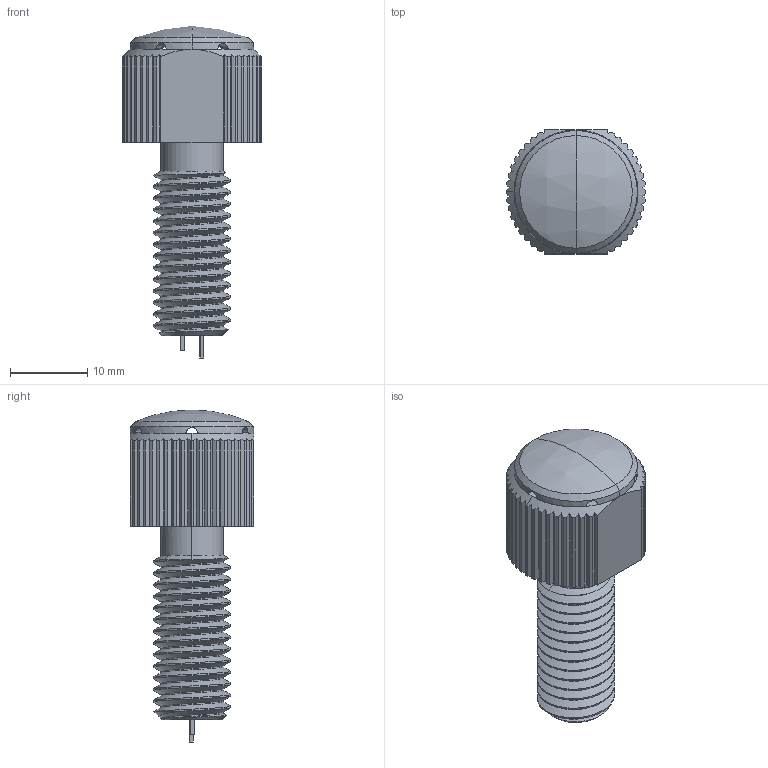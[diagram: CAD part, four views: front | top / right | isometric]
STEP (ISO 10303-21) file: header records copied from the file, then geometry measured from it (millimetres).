
FILE_DESCRIPTION (( 'STEP AP214' ), '1' );
FILE_NAME ('INDICATOR10-ASM-R1.STEP', '2017-10-30T23:55:36', ( '' ), ( '' ), 'SwSTEP 2.0', 'SolidWorks 2016', '' );
FILE_SCHEMA (( 'AUTOMOTIVE_DESIGN' ));
Length unit declared in the file: millimetre
Products named in the file (4): INDICATOR10-ASM-R1; C503B-BCN; INDICATOR10-M-BOLT-X1A_94036A625; INDICATOR10-P-LENS-X1C
Assembly tree (3 placements, depth 2):
  INDICATOR10-ASM-R1
    INDICATOR10-M-BOLT-X1A_94036A625
    C503B-BCN
    INDICATOR10-P-LENS-X1C
Bounding box: 18 x 16 x 42.87 mm (x, y, z)
Volume: 3118 mm3; surface area: 3990.7 mm2
Topology: 5 solids, 5 shells, 368 faces, 980 edges, 612 vertices
Faces by surface type: cylinder 137, plane 116, bspline 50, cone 30, torus 29, sphere 6
Entity records: 15162 total; most frequent: CARTESIAN_POINT 6608, ORIENTED_EDGE 1932, DIRECTION 1572, EDGE_CURVE 966, VERTEX_POINT 612, AXIS2_PLACEMENT_3D 603, EDGE_LOOP 374, ADVANCED_FACE 368
